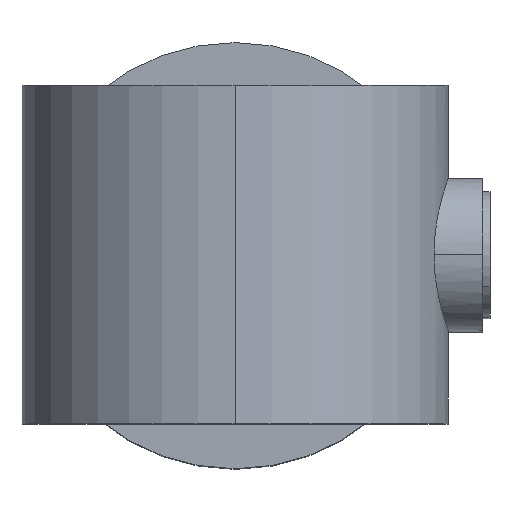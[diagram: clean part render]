
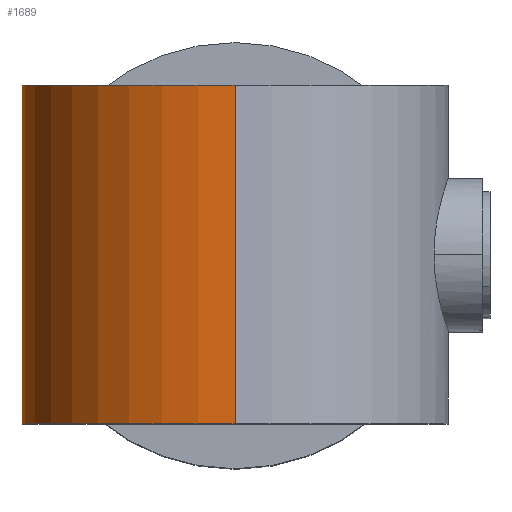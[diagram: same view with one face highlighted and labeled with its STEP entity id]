
A CAD part, top view. The second image highlights one B-rep face of the part: STEP entity #1689.
In plain terms, the highlighted cylindrical face has radius 28 mm (diameter 56 mm), a partial arc.
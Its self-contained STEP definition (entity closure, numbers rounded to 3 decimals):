
#8 = EDGE_CURVE ( 'NONE', #2237, #1483, #449, .T. ) ;
#27 = CARTESIAN_POINT ( 'NONE',  ( 0., 22.25, 28. ) ) ;
#132 = CARTESIAN_POINT ( 'NONE',  ( 0., 22.25, 28. ) ) ;
#172 = CARTESIAN_POINT ( 'NONE',  ( 0., -19.5, -28. ) ) ;
#262 = AXIS2_PLACEMENT_3D ( 'NONE', #1318, #1204, #1914 ) ;
#449 = LINE ( 'NONE', #1365, #762 ) ;
#450 = CIRCLE ( 'NONE', #1233, 28. ) ;
#468 = VERTEX_POINT ( 'NONE', #132 ) ;
#493 = EDGE_CURVE ( 'NONE', #1292, #736, #1502, .T. ) ;
#533 = VECTOR ( 'NONE', #2843, 1000. ) ;
#627 = ORIENTED_EDGE ( 'NONE', *, *, #2333, .F. ) ;
#642 = CIRCLE ( 'NONE', #2031, 28. ) ;
#670 = DIRECTION ( 'NONE',  ( 0., -1., 0. ) ) ;
#736 = VERTEX_POINT ( 'NONE', #2664 ) ;
#745 = DIRECTION ( 'NONE',  ( 0., 1., 0. ) ) ;
#747 = VECTOR ( 'NONE', #670, 1000. ) ;
#762 = VECTOR ( 'NONE', #2562, 1000. ) ;
#799 = EDGE_CURVE ( 'NONE', #1026, #1292, #1067, .T. ) ;
#826 = EDGE_CURVE ( 'NONE', #1026, #2547, #642, .T. ) ;
#839 = VERTEX_POINT ( 'NONE', #2600 ) ;
#972 = AXIS2_PLACEMENT_3D ( 'NONE', #2762, #745, #1151 ) ;
#1026 = VERTEX_POINT ( 'NONE', #172 ) ;
#1067 = LINE ( 'NONE', #2490, #747 ) ;
#1097 = DIRECTION ( 'NONE',  ( 0., 1., 0. ) ) ;
#1114 = EDGE_CURVE ( 'NONE', #2237, #468, #450, .T. ) ;
#1137 = DIRECTION ( 'NONE',  ( 0., 0., 1. ) ) ;
#1151 = DIRECTION ( 'NONE',  ( 0., 0., 1. ) ) ;
#1204 = DIRECTION ( 'NONE',  ( 0., -1., 0. ) ) ;
#1227 = CARTESIAN_POINT ( 'NONE',  ( 0., 22.25, 0. ) ) ;
#1233 = AXIS2_PLACEMENT_3D ( 'NONE', #1350, #2523, #2848 ) ;
#1250 = ORIENTED_EDGE ( 'NONE', *, *, #8, .T. ) ;
#1259 = CARTESIAN_POINT ( 'NONE',  ( 0., -19.5, 0. ) ) ;
#1292 = VERTEX_POINT ( 'NONE', #1993 ) ;
#1313 = ORIENTED_EDGE ( 'NONE', *, *, #493, .T. ) ;
#1318 = CARTESIAN_POINT ( 'NONE',  ( 0., 19.5, 0. ) ) ;
#1350 = CARTESIAN_POINT ( 'NONE',  ( 0., 22.25, 0. ) ) ;
#1365 = CARTESIAN_POINT ( 'NONE',  ( 0., 22.25, -28. ) ) ;
#1483 = VERTEX_POINT ( 'NONE', #1816 ) ;
#1502 = CIRCLE ( 'NONE', #972, 28. ) ;
#1503 = CARTESIAN_POINT ( 'NONE',  ( -4.5, 22.25, -27.636 ) ) ;
#1582 = VECTOR ( 'NONE', #2781, 1000. ) ;
#1652 = EDGE_CURVE ( 'NONE', #2547, #839, #2857, .T. ) ;
#1689 = ADVANCED_FACE ( 'NONE', ( #2930 ), #2777, .T. ) ;
#1797 = ORIENTED_EDGE ( 'NONE', *, *, #799, .T. ) ;
#1801 = ORIENTED_EDGE ( 'NONE', *, *, #1652, .F. ) ;
#1816 = CARTESIAN_POINT ( 'NONE',  ( 0., 19.5, -28. ) ) ;
#1910 = ORIENTED_EDGE ( 'NONE', *, *, #1114, .F. ) ;
#1914 = DIRECTION ( 'NONE',  ( 0., 0., -1. ) ) ;
#1993 = CARTESIAN_POINT ( 'NONE',  ( 0., -22.25, -28. ) ) ;
#2031 = AXIS2_PLACEMENT_3D ( 'NONE', #1259, #1097, #1137 ) ;
#2035 = EDGE_LOOP ( 'NONE', ( #627, #1910, #1250, #2445, #1801, #2297, #1797, #1313 ) ) ;
#2164 = LINE ( 'NONE', #27, #533 ) ;
#2237 = VERTEX_POINT ( 'NONE', #2899 ) ;
#2268 = EDGE_CURVE ( 'NONE', #839, #1483, #2281, .T. ) ;
#2281 = CIRCLE ( 'NONE', #262, 28. ) ;
#2297 = ORIENTED_EDGE ( 'NONE', *, *, #826, .F. ) ;
#2333 = EDGE_CURVE ( 'NONE', #468, #736, #2164, .T. ) ;
#2445 = ORIENTED_EDGE ( 'NONE', *, *, #2268, .F. ) ;
#2449 = AXIS2_PLACEMENT_3D ( 'NONE', #1227, #2933, #2937 ) ;
#2490 = CARTESIAN_POINT ( 'NONE',  ( 0., 22.25, -28. ) ) ;
#2523 = DIRECTION ( 'NONE',  ( 0., 1., 0. ) ) ;
#2547 = VERTEX_POINT ( 'NONE', #2578 ) ;
#2562 = DIRECTION ( 'NONE',  ( 0., -1., 0. ) ) ;
#2578 = CARTESIAN_POINT ( 'NONE',  ( -4.5, -19.5, -27.636 ) ) ;
#2600 = CARTESIAN_POINT ( 'NONE',  ( -4.5, 19.5, -27.636 ) ) ;
#2664 = CARTESIAN_POINT ( 'NONE',  ( 0., -22.25, 28. ) ) ;
#2762 = CARTESIAN_POINT ( 'NONE',  ( 0., -22.25, 0. ) ) ;
#2777 = CYLINDRICAL_SURFACE ( 'NONE', #2449, 28. ) ;
#2781 = DIRECTION ( 'NONE',  ( 0., 1., 0. ) ) ;
#2843 = DIRECTION ( 'NONE',  ( 0., -1., 0. ) ) ;
#2848 = DIRECTION ( 'NONE',  ( 0., 0., 1. ) ) ;
#2857 = LINE ( 'NONE', #1503, #1582 ) ;
#2899 = CARTESIAN_POINT ( 'NONE',  ( 0., 22.25, -28. ) ) ;
#2930 = FACE_OUTER_BOUND ( 'NONE', #2035, .T. ) ;
#2933 = DIRECTION ( 'NONE',  ( 0., -1., 0. ) ) ;
#2937 = DIRECTION ( 'NONE',  ( 0., 0., -1. ) ) ;
